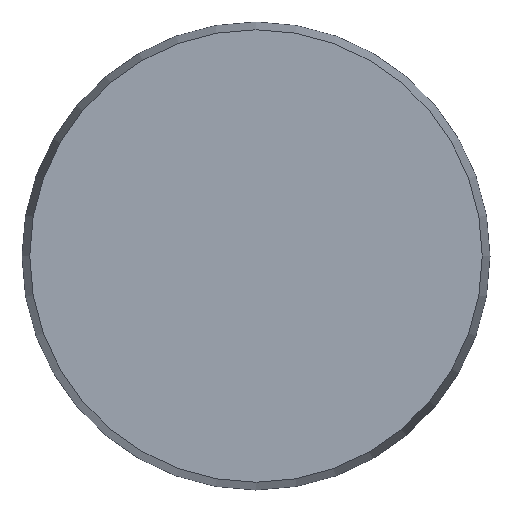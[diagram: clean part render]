
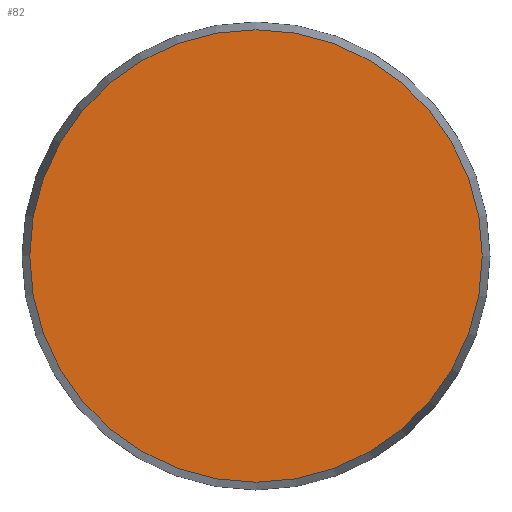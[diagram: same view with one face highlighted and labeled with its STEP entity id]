
A CAD part, left-side view. The second image highlights one B-rep face of the part: STEP entity #82.
In plain terms, the highlighted planar face has unit normal (-1, 0, 0).
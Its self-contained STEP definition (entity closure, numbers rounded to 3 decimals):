
#25=ORIENTED_EDGE('',*,*,#37,.T.);
#37=EDGE_CURVE('',#43,#43,#49,.T.);
#43=VERTEX_POINT('',#148);
#49=CIRCLE('',#104,7.736);
#55=EDGE_LOOP('',(#25));
#67=FACE_BOUND('',#55,.T.);
#79=PLANE('',#103);
#82=ADVANCED_FACE('',(#67),#79,.T.);
#103=AXIS2_PLACEMENT_3D('',#146,#120,#121);
#104=AXIS2_PLACEMENT_3D('',#147,#122,#123);
#120=DIRECTION('',(-1.,0.,0.));
#121=DIRECTION('',(0.,0.,1.));
#122=DIRECTION('',(-1.,0.,0.));
#123=DIRECTION('',(0.,0.,1.));
#146=CARTESIAN_POINT('',(-4.,0.,0.));
#147=CARTESIAN_POINT('',(-4.,0.,0.));
#148=CARTESIAN_POINT('',(-4.,0.,7.736));
